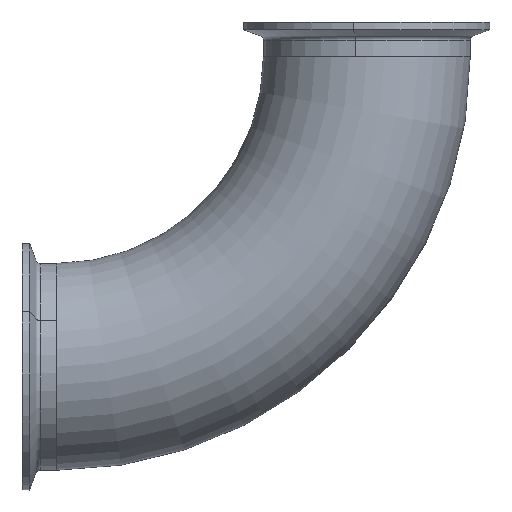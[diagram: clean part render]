
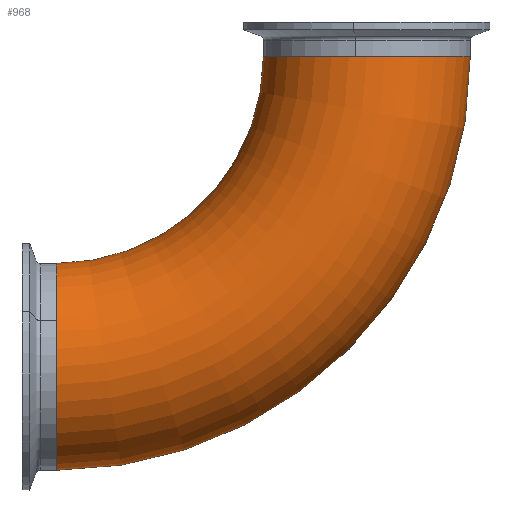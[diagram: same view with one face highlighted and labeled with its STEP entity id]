
A CAD part, front view. The second image highlights one B-rep face of the part: STEP entity #968.
In plain terms, the highlighted toroidal (fillet/blend) face has major radius 114.3 mm and minor radius 38.1 mm.
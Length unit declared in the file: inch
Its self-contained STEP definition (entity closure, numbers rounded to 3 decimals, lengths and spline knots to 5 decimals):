
#21 = ORIENTED_EDGE ( 'NONE', *, *, #255, .T. ) ;
#33 = CIRCLE ( 'NONE', #669, 1.5 ) ;
#48 = EDGE_CURVE ( 'NONE', #662, #964, #77, .T. ) ;
#59 = CIRCLE ( 'NONE', #916, 6. ) ;
#77 = CIRCLE ( 'NONE', #181, 3. ) ;
#119 = CIRCLE ( 'NONE', #556, 1.5 ) ;
#181 = AXIS2_PLACEMENT_3D ( 'NONE', #314, #620, #385 ) ;
#213 = VERTEX_POINT ( 'NONE', #340 ) ;
#216 = CARTESIAN_POINT ( 'NONE',  ( 0., 0., 0. ) ) ;
#239 = DIRECTION ( 'NONE',  ( 0., 0., -1. ) ) ;
#241 = EDGE_LOOP ( 'NONE', ( #21, #960, #301, #431 ) ) ;
#255 = EDGE_CURVE ( 'NONE', #662, #213, #119, .T. ) ;
#267 = FACE_OUTER_BOUND ( 'NONE', #241, .T. ) ;
#287 = CARTESIAN_POINT ( 'NONE',  ( 0., 0., -3. ) ) ;
#290 = DIRECTION ( 'NONE',  ( 1., 0., 0. ) ) ;
#301 = ORIENTED_EDGE ( 'NONE', *, *, #971, .F. ) ;
#314 = CARTESIAN_POINT ( 'NONE',  ( 0., 0., 0. ) ) ;
#340 = CARTESIAN_POINT ( 'NONE',  ( 0., 0., -6. ) ) ;
#382 = DIRECTION ( 'NONE',  ( 0., 0., -1. ) ) ;
#385 = DIRECTION ( 'NONE',  ( 0., 0., -1. ) ) ;
#431 = ORIENTED_EDGE ( 'NONE', *, *, #48, .F. ) ;
#447 = DIRECTION ( 'NONE',  ( 0., -1., 0. ) ) ;
#450 = DIRECTION ( 'NONE',  ( 0., 0., -1. ) ) ;
#498 = TOROIDAL_SURFACE ( 'NONE', #559, 4.5, 1.5 ) ;
#521 = CARTESIAN_POINT ( 'NONE',  ( 0., 0., 0. ) ) ;
#556 = AXIS2_PLACEMENT_3D ( 'NONE', #648, #698, #239 ) ;
#559 = AXIS2_PLACEMENT_3D ( 'NONE', #521, #447, #382 ) ;
#620 = DIRECTION ( 'NONE',  ( 0., -1., 0. ) ) ;
#648 = CARTESIAN_POINT ( 'NONE',  ( 0., 0., -4.5 ) ) ;
#662 = VERTEX_POINT ( 'NONE', #287 ) ;
#669 = AXIS2_PLACEMENT_3D ( 'NONE', #979, #982, #290 ) ;
#671 = CARTESIAN_POINT ( 'NONE',  ( 6., 0., 0. ) ) ;
#698 = DIRECTION ( 'NONE',  ( 1., 0., 0. ) ) ;
#726 = CARTESIAN_POINT ( 'NONE',  ( 3., 0., 0. ) ) ;
#744 = DIRECTION ( 'NONE',  ( 0., -1., 0. ) ) ;
#762 = VERTEX_POINT ( 'NONE', #671 ) ;
#916 = AXIS2_PLACEMENT_3D ( 'NONE', #216, #744, #450 ) ;
#960 = ORIENTED_EDGE ( 'NONE', *, *, #981, .T. ) ;
#964 = VERTEX_POINT ( 'NONE', #726 ) ;
#968 = ADVANCED_FACE ( 'NONE', ( #267 ), #498, .T. ) ;
#971 = EDGE_CURVE ( 'NONE', #964, #762, #33, .T. ) ;
#979 = CARTESIAN_POINT ( 'NONE',  ( 4.5, 0., 0. ) ) ;
#981 = EDGE_CURVE ( 'NONE', #213, #762, #59, .T. ) ;
#982 = DIRECTION ( 'NONE',  ( 0., 0., 1. ) ) ;
